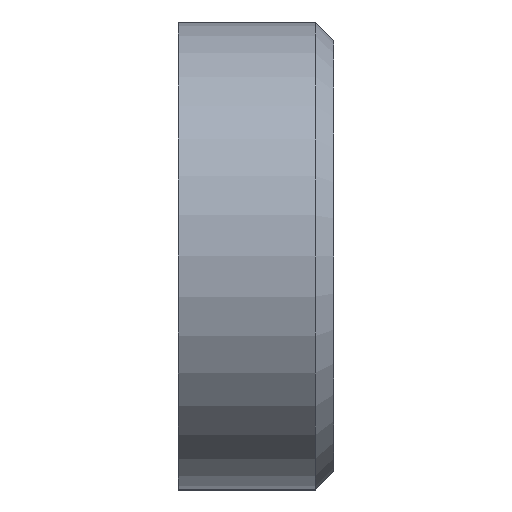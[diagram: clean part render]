
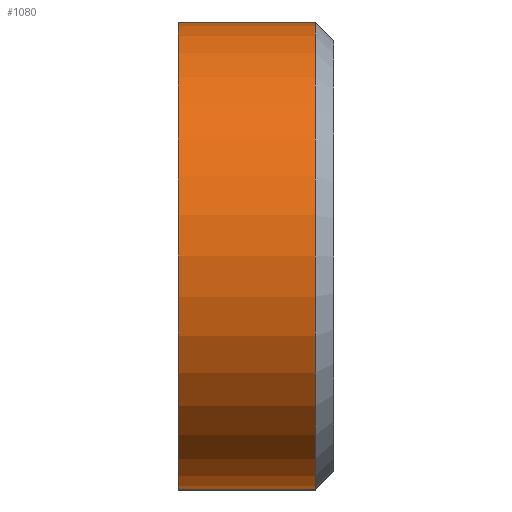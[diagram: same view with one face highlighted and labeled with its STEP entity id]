
A CAD part, left-side view. The second image highlights one B-rep face of the part: STEP entity #1080.
In plain terms, the highlighted cylindrical face has radius 7.5 mm (diameter 15 mm), a partial arc.
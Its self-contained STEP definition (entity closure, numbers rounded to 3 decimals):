
#5 = VERTEX_POINT ( 'NONE', #1174 ) ;
#54 = DIRECTION ( 'NONE',  ( 0., 0., 1. ) ) ;
#122 = VERTEX_POINT ( 'NONE', #962 ) ;
#252 = AXIS2_PLACEMENT_3D ( 'NONE', #1124, #769, #302 ) ;
#302 = DIRECTION ( 'NONE',  ( 0., 0., 1. ) ) ;
#375 = VECTOR ( 'NONE', #812, 1000. ) ;
#381 = VECTOR ( 'NONE', #758, 1000. ) ;
#415 = DIRECTION ( 'NONE',  ( 0., 1., 0. ) ) ;
#418 = VERTEX_POINT ( 'NONE', #568 ) ;
#444 = ORIENTED_EDGE ( 'NONE', *, *, #629, .F. ) ;
#483 = ORIENTED_EDGE ( 'NONE', *, *, #1339, .T. ) ;
#553 = DIRECTION ( 'NONE',  ( 0., 1., 0. ) ) ;
#568 = CARTESIAN_POINT ( 'NONE',  ( -25.625, -4.4, -7.5 ) ) ;
#623 = LINE ( 'NONE', #1442, #381 ) ;
#629 = EDGE_CURVE ( 'NONE', #418, #122, #623, .T. ) ;
#652 = CYLINDRICAL_SURFACE ( 'NONE', #987, 7.5 ) ;
#694 = CIRCLE ( 'NONE', #1454, 7.5 ) ;
#745 = CIRCLE ( 'NONE', #252, 7.5 ) ;
#752 = VERTEX_POINT ( 'NONE', #1009 ) ;
#758 = DIRECTION ( 'NONE',  ( 0., 1., 0. ) ) ;
#769 = DIRECTION ( 'NONE',  ( 0., 1., 0. ) ) ;
#808 = CARTESIAN_POINT ( 'NONE',  ( -25.625, -5., 7.5 ) ) ;
#812 = DIRECTION ( 'NONE',  ( 0., 1., 0. ) ) ;
#921 = ORIENTED_EDGE ( 'NONE', *, *, #1393, .T. ) ;
#962 = CARTESIAN_POINT ( 'NONE',  ( -25.625, 0., -7.5 ) ) ;
#987 = AXIS2_PLACEMENT_3D ( 'NONE', #1481, #553, #54 ) ;
#1009 = CARTESIAN_POINT ( 'NONE',  ( -25.625, 0., 7.5 ) ) ;
#1080 = ADVANCED_FACE ( 'NONE', ( #1236 ), #652, .T. ) ;
#1107 = EDGE_CURVE ( 'NONE', #122, #752, #745, .T. ) ;
#1118 = CARTESIAN_POINT ( 'NONE',  ( -25.625, -4.4, 0. ) ) ;
#1124 = CARTESIAN_POINT ( 'NONE',  ( -25.625, 0., 0. ) ) ;
#1174 = CARTESIAN_POINT ( 'NONE',  ( -25.625, -4.4, 7.5 ) ) ;
#1236 = FACE_OUTER_BOUND ( 'NONE', #1341, .T. ) ;
#1271 = LINE ( 'NONE', #808, #375 ) ;
#1339 = EDGE_CURVE ( 'NONE', #5, #752, #1271, .T. ) ;
#1341 = EDGE_LOOP ( 'NONE', ( #444, #921, #483, #1364 ) ) ;
#1364 = ORIENTED_EDGE ( 'NONE', *, *, #1107, .F. ) ;
#1393 = EDGE_CURVE ( 'NONE', #418, #5, #694, .T. ) ;
#1442 = CARTESIAN_POINT ( 'NONE',  ( -25.625, -5., -7.5 ) ) ;
#1454 = AXIS2_PLACEMENT_3D ( 'NONE', #1118, #415, #1458 ) ;
#1458 = DIRECTION ( 'NONE',  ( 0., 0., -1. ) ) ;
#1481 = CARTESIAN_POINT ( 'NONE',  ( -25.625, -5., 0. ) ) ;
